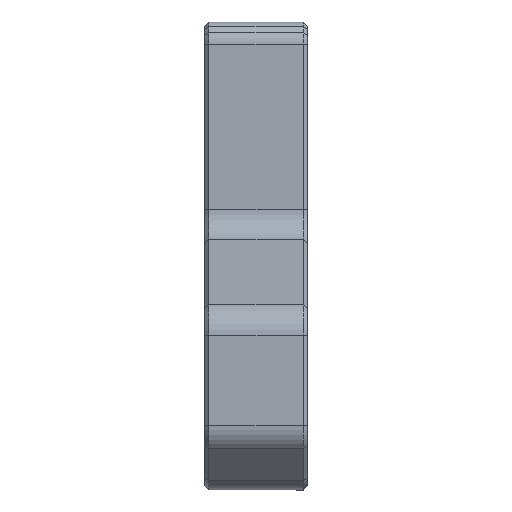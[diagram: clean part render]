
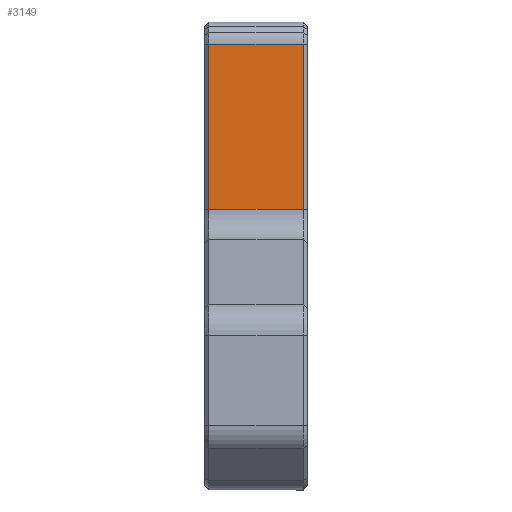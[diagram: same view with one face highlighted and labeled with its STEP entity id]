
A CAD part, front view. The second image highlights one B-rep face of the part: STEP entity #3149.
In plain terms, the highlighted planar face has unit normal (0, -1, 0).
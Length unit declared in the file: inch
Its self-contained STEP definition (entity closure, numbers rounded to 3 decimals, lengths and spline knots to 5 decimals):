
#142 = CARTESIAN_POINT ( 'NONE',  ( 7.26246, -1.49606, -3.61024 ) ) ;
#173 = LINE ( 'NONE', #2219, #4628 ) ;
#315 = VECTOR ( 'NONE', #5207, 39.37008 ) ;
#413 = DIRECTION ( 'NONE',  ( 0., 1., 0. ) ) ;
#702 = EDGE_LOOP ( 'NONE', ( #1963, #800, #5030, #5204 ) ) ;
#732 = DIRECTION ( 'NONE',  ( 0., 0., -1. ) ) ;
#773 = VERTEX_POINT ( 'NONE', #4249 ) ;
#800 = ORIENTED_EDGE ( 'NONE', *, *, #987, .T. ) ;
#818 = EDGE_CURVE ( 'NONE', #773, #3174, #823, .T. ) ;
#823 = LINE ( 'NONE', #1671, #1172 ) ;
#837 = EDGE_CURVE ( 'NONE', #1311, #3347, #173, .T. ) ;
#945 = CARTESIAN_POINT ( 'NONE',  ( 6.53756, -1.49606, -0.5813 ) ) ;
#987 = EDGE_CURVE ( 'NONE', #3174, #1311, #1122, .T. ) ;
#1122 = LINE ( 'NONE', #1506, #4804 ) ;
#1172 = VECTOR ( 'NONE', #3356, 39.37008 ) ;
#1311 = VERTEX_POINT ( 'NONE', #4099 ) ;
#1506 = CARTESIAN_POINT ( 'NONE',  ( 6.53756, -1.49606, -1.84836 ) ) ;
#1671 = CARTESIAN_POINT ( 'NONE',  ( 6.50631, -1.49606, -0.5813 ) ) ;
#1764 = PLANE ( 'NONE',  #5081 ) ;
#1948 = CARTESIAN_POINT ( 'NONE',  ( 7.26246, -1.49606, -1.84836 ) ) ;
#1963 = ORIENTED_EDGE ( 'NONE', *, *, #818, .T. ) ;
#2145 = FACE_OUTER_BOUND ( 'NONE', #702, .T. ) ;
#2219 = CARTESIAN_POINT ( 'NONE',  ( 7.29371, -1.49606, -1.84836 ) ) ;
#2281 = DIRECTION ( 'NONE',  ( 1., 0., 0. ) ) ;
#3149 = ADVANCED_FACE ( 'NONE', ( #2145 ), #1764, .F. ) ;
#3174 = VERTEX_POINT ( 'NONE', #945 ) ;
#3347 = VERTEX_POINT ( 'NONE', #1948 ) ;
#3356 = DIRECTION ( 'NONE',  ( -1., 0., 0. ) ) ;
#3813 = DIRECTION ( 'NONE',  ( 1., 0., 0. ) ) ;
#4099 = CARTESIAN_POINT ( 'NONE',  ( 6.53756, -1.49606, -1.84836 ) ) ;
#4172 = EDGE_CURVE ( 'NONE', #3347, #773, #5231, .T. ) ;
#4249 = CARTESIAN_POINT ( 'NONE',  ( 7.26246, -1.49606, -0.5813 ) ) ;
#4628 = VECTOR ( 'NONE', #2281, 39.37008 ) ;
#4804 = VECTOR ( 'NONE', #732, 39.37008 ) ;
#5030 = ORIENTED_EDGE ( 'NONE', *, *, #837, .T. ) ;
#5081 = AXIS2_PLACEMENT_3D ( 'NONE', #5140, #413, #3813 ) ;
#5140 = CARTESIAN_POINT ( 'NONE',  ( 6.50631, -1.49606, -3.61024 ) ) ;
#5204 = ORIENTED_EDGE ( 'NONE', *, *, #4172, .T. ) ;
#5207 = DIRECTION ( 'NONE',  ( 0., 0., 1. ) ) ;
#5231 = LINE ( 'NONE', #142, #315 ) ;
